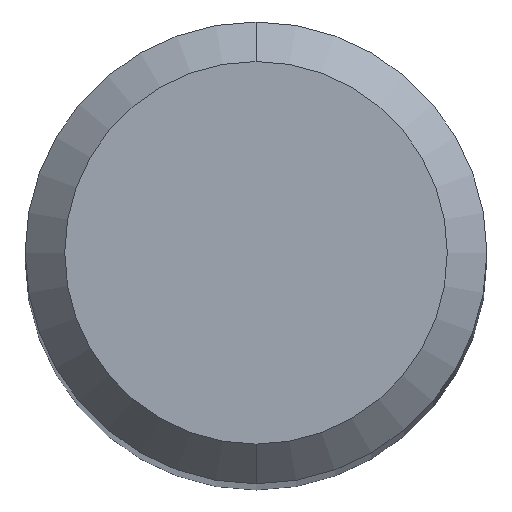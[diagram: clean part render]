
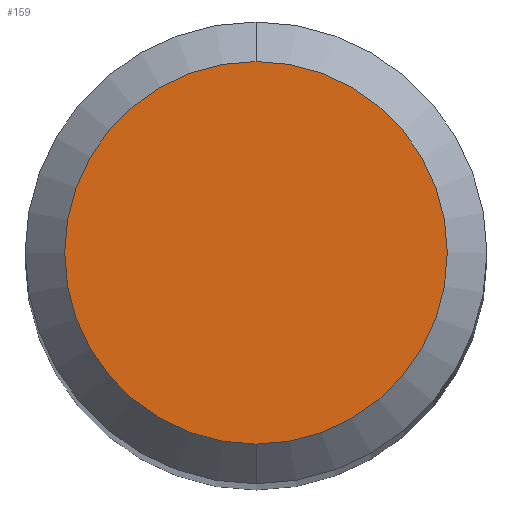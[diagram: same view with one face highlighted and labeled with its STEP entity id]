
A CAD part, top view. The second image highlights one B-rep face of the part: STEP entity #159.
In plain terms, the highlighted planar face has unit normal (0, 0, 1).
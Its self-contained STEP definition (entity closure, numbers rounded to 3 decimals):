
#159=ADVANCED_FACE('',(#378),#379,.T.);
#179=EDGE_CURVE('',#261,#303,#401,.T.);
#185=EDGE_CURVE('',#303,#261,#407,.T.);
#261=VERTEX_POINT('',#493);
#303=VERTEX_POINT('',#539);
#378=FACE_OUTER_BOUND('',#622,.T.);
#379=PLANE('',#623);
#401=CIRCLE('',#656,1.45);
#407=CIRCLE('',#663,1.45);
#493=CARTESIAN_POINT('',(0.,-1.45,0.0));
#539=CARTESIAN_POINT('',(0.0,1.45,0.0));
#622=EDGE_LOOP('',(#913,#914));
#623=AXIS2_PLACEMENT_3D('',#915,#916,#917);
#656=AXIS2_PLACEMENT_3D('',#939,#940,#941);
#663=AXIS2_PLACEMENT_3D('',#942,#943,#944);
#913=ORIENTED_EDGE('',*,*,#185,.F.);
#914=ORIENTED_EDGE('',*,*,#179,.F.);
#915=CARTESIAN_POINT('',(0.0,0.725,0.0));
#916=DIRECTION('',(-0.0,0.0,1.0));
#917=DIRECTION('',(0.0,-1.0,0.0));
#939=CARTESIAN_POINT('',(0.0,0.0,0.0));
#940=DIRECTION('',(0.0,0.0,-1.0));
#941=DIRECTION('',(0.0,1.0,0.0));
#942=CARTESIAN_POINT('',(0.0,0.0,0.0));
#943=DIRECTION('',(0.0,0.0,-1.0));
#944=DIRECTION('',(0.0,1.0,0.0));
